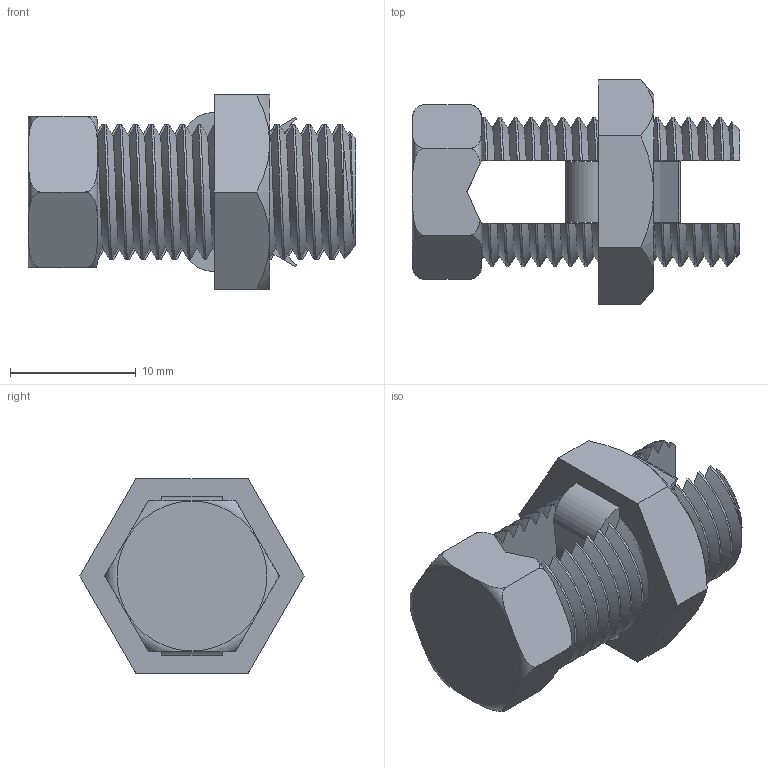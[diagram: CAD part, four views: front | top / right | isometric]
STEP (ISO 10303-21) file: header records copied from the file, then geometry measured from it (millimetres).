
FILE_DESCRIPTION (( 'STEP AP203' ), '1' );
FILE_NAME ('00406513.STEP', '2021-07-08T02:20:08', ( '' ), ( '' ), 'SwSTEP 2.0', 'SolidWorks 2020', '' );
FILE_SCHEMA (( 'CONFIG_CONTROL_DESIGN' ));
Length unit declared in the file: millimetre
Products named in the file (1): 00406513
Bounding box: 26 x 17.8 x 15.42 mm (x, y, z)
Volume: 2326.6 mm3; surface area: 2782.5 mm2
Topology: 3 solids, 3 shells, 169 faces, 474 edges, 311 vertices
Faces by surface type: bspline 69, cylinder 54, plane 28, cone 14, torus 4
Entity records: 45894 total; most frequent: CARTESIAN_POINT 42382, ORIENTED_EDGE 948, EDGE_CURVE 474, DIRECTION 437, VERTEX_POINT 311, B_SPLINE_CURVE_WITH_KNOTS 183, EDGE_LOOP 171, FACE_OUTER_BOUND 169
